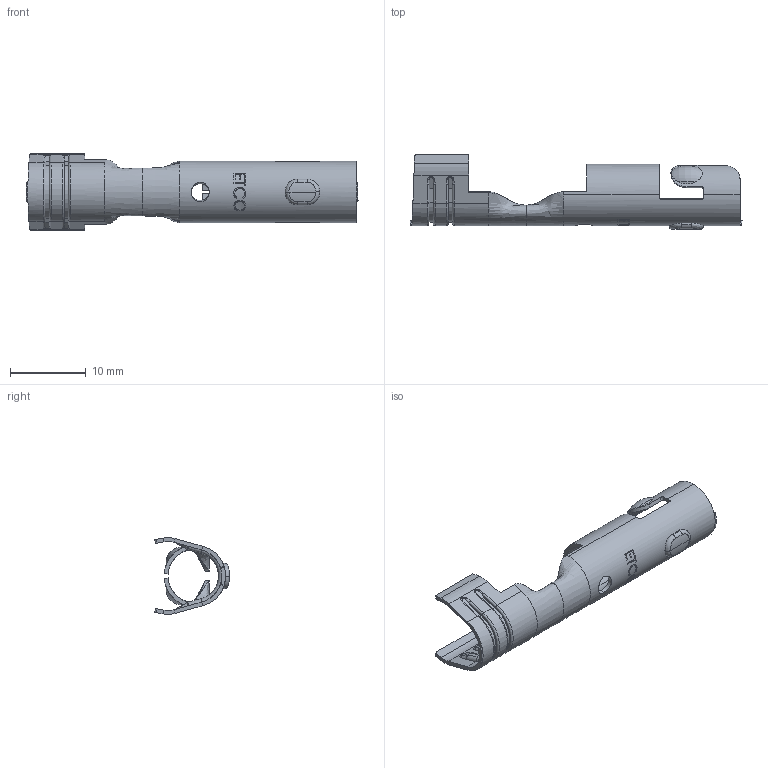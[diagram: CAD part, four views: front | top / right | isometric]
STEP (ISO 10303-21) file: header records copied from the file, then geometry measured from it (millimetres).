
FILE_DESCRIPTION (( 'STEP AP203' ), '1' );
FILE_NAME ('DT257B.STEP', '2020-06-15T15:29:04', ( 'tempuser' ), ( 'Microsoft' ), 'SwSTEP 2.0', 'SolidWorks 2019', '' );
FILE_SCHEMA (( 'CONFIG_CONTROL_DESIGN' ));
Length unit declared in the file: inch
Products named in the file (1): DT257B
Bounding box: 43.94 x 9.91 x 10.16 mm (x, y, z)
Volume: 406.7 mm3; surface area: 1695.6 mm2
Topology: 1 solids, 1 shells, 273 faces, 711 edges, 449 vertices
Faces by surface type: bspline 117, plane 68, cylinder 64, torus 12, sphere 12
Entity records: 15498 total; most frequent: CARTESIAN_POINT 9634, ORIENTED_EDGE 1422, DIRECTION 876, EDGE_CURVE 711, VERTEX_POINT 449, AXIS2_PLACEMENT_3D 332, B_SPLINE_CURVE_WITH_KNOTS 316, EDGE_LOOP 284
